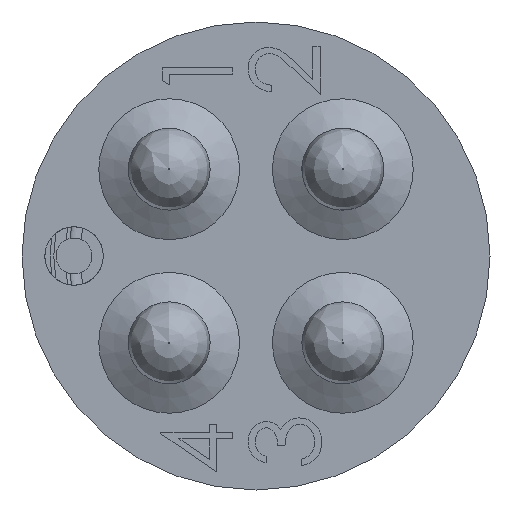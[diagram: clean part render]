
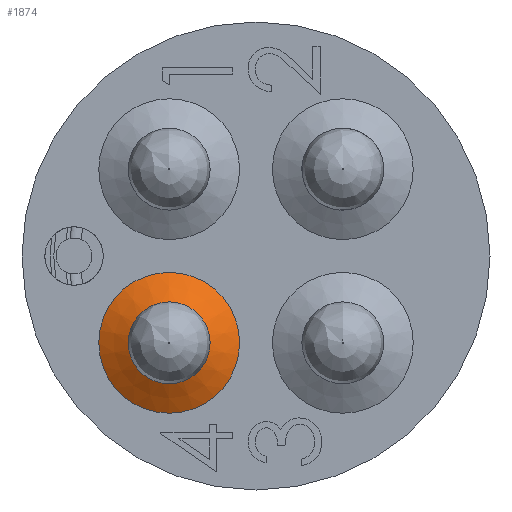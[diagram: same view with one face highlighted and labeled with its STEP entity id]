
A CAD part, left-side view. The second image highlights one B-rep face of the part: STEP entity #1874.
In plain terms, the highlighted conical face has half-angle 59 degrees and reference radius 1.331 mm.
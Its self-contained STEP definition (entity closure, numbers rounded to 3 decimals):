
#99=CONICAL_SURFACE('',#2039,1.331,1.03);
#118=LINE('',#2873,#246);
#246=VECTOR('',#2303,1.331);
#406=FACE_OUTER_BOUND('',#509,.T.);
#509=EDGE_LOOP('',(#1256,#1257,#1258,#1259,#1260));
#641=CIRCLE('',#2027,1.389);
#651=CIRCLE('',#2040,2.388);
#652=CIRCLE('',#2041,2.388);
#739=VERTEX_POINT('',#2819);
#748=VERTEX_POINT('',#2869);
#749=VERTEX_POINT('',#2870);
#938=EDGE_CURVE('',#739,#739,#641,.T.);
#949=EDGE_CURVE('',#748,#749,#651,.T.);
#950=EDGE_CURVE('',#749,#748,#652,.T.);
#951=EDGE_CURVE('',#749,#739,#118,.T.);
#1256=ORIENTED_EDGE('',*,*,#949,.F.);
#1257=ORIENTED_EDGE('',*,*,#950,.F.);
#1258=ORIENTED_EDGE('',*,*,#951,.T.);
#1259=ORIENTED_EDGE('',*,*,#938,.T.);
#1260=ORIENTED_EDGE('',*,*,#951,.F.);
#1874=ADVANCED_FACE('',(#406),#99,.T.);
#2027=AXIS2_PLACEMENT_3D('',#2820,#2272,#2273);
#2039=AXIS2_PLACEMENT_3D('',#2868,#2297,#2298);
#2040=AXIS2_PLACEMENT_3D('',#2871,#2299,#2300);
#2041=AXIS2_PLACEMENT_3D('',#2872,#2301,#2302);
#2272=DIRECTION('center_axis',(1.,0.,0.));
#2273=DIRECTION('ref_axis',(0.,0.,-1.));
#2297=DIRECTION('center_axis',(1.,0.,0.));
#2298=DIRECTION('ref_axis',(0.,0.,-1.));
#2299=DIRECTION('center_axis',(1.,0.,0.));
#2300=DIRECTION('ref_axis',(0.,0.,1.));
#2301=DIRECTION('center_axis',(1.,0.,0.));
#2302=DIRECTION('ref_axis',(0.,0.,1.));
#2303=DIRECTION('',(-0.515,0.,-0.857));
#2819=CARTESIAN_POINT('',(-26.965,2.946,-1.556));
#2820=CARTESIAN_POINT('Origin',(-26.965,2.946,-2.946));
#2868=CARTESIAN_POINT('Origin',(-27.,2.946,-2.946));
#2869=CARTESIAN_POINT('',(-26.365,2.946,-5.333));
#2870=CARTESIAN_POINT('',(-26.365,2.946,-0.558));
#2871=CARTESIAN_POINT('Origin',(-26.365,2.946,-2.946));
#2872=CARTESIAN_POINT('Origin',(-26.365,2.946,-2.946));
#2873=CARTESIAN_POINT('',(-27.,2.946,-1.615));
